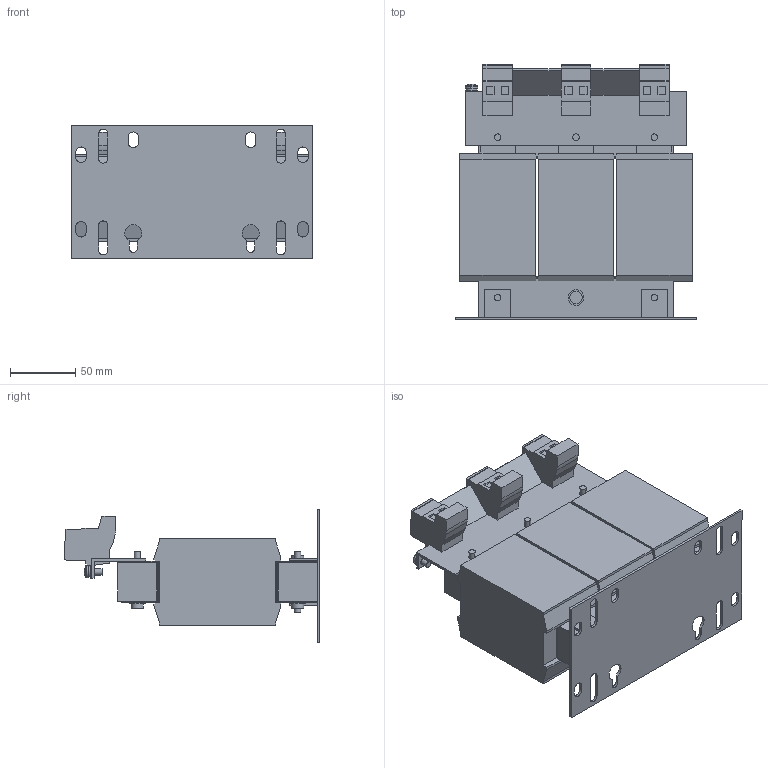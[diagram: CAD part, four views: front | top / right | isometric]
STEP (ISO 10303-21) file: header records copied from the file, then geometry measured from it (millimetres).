
FILE_DESCRIPTION (( 'STEP AP214' ), '1' );
FILE_NAME ('1184370.STEP', '2026-04-22T12:25:42', ( '' ), ( '' ), 'SwSTEP 2.0', 'SolidWorks 2022', '' );
FILE_SCHEMA (( 'AUTOMOTIVE_DESIGN' ));
Length unit declared in the file: millimetre
Products named in the file (1): 1184370
Bounding box: 185 x 195.8 x 102 mm (x, y, z)
Volume: 1484537.4 mm3; surface area: 190481.6 mm2
Topology: 1 solids, 1 shells, 767 faces, 2086 edges, 1350 vertices
Faces by surface type: plane 603, cylinder 110, bspline 50, torus 2, sphere 2
Entity records: 26550 total; most frequent: CARTESIAN_POINT 7182, ORIENTED_EDGE 4172, DIRECTION 3674, EDGE_CURVE 2086, VECTOR 1734, LINE 1734, VERTEX_POINT 1350, AXIS2_PLACEMENT_3D 970
